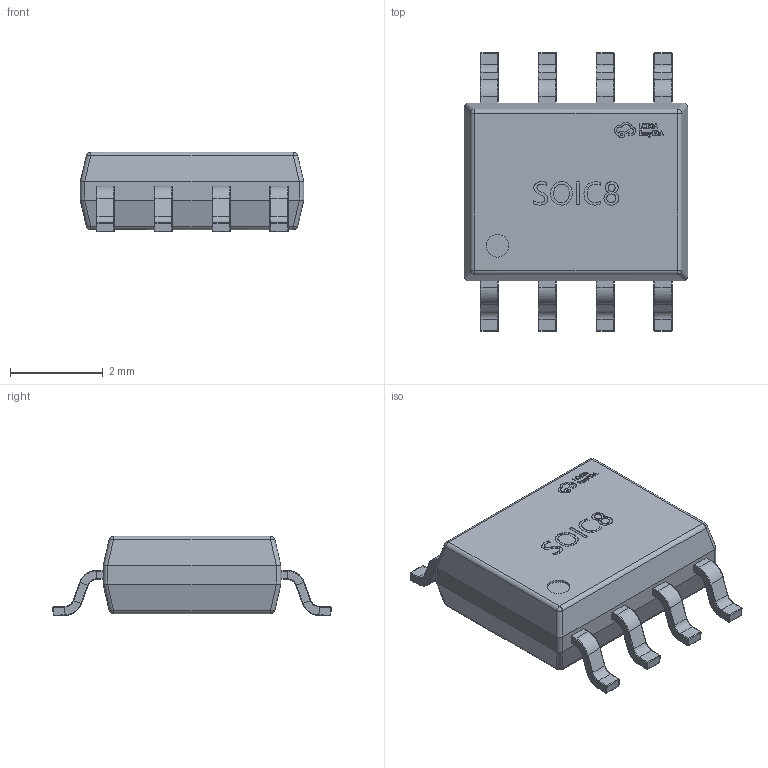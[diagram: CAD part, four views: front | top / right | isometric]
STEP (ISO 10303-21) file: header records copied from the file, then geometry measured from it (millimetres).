
FILE_DESCRIPTION(('Open CASCADE Model'),'2;1');
FILE_NAME('Open CASCADE Shape Model','2025-10-16T19:23:06',('Author'),( 'Open CASCADE'),'Open CASCADE STEP processor 7.9','Open CASCADE 7.9' ,'Unknown');
FILE_SCHEMA(('AUTOMOTIVE_DESIGN { 1 0 10303 214 1 1 1 1 }'));
Length unit declared in the file: millimetre
Products named in the file (1): COMPOUND
Bounding box: 4.82 x 6 x 1.72 mm (x, y, z)
Volume: 30.1 mm3; surface area: 75.3 mm2
Topology: 22 solids, 22 shells, 811 faces, 1885 edges, 1110 vertices
Faces by surface type: bspline 811
Entity records: 30797 total; most frequent: CARTESIAN_POINT 13809, ORIENTED_EDGE 3722, EDGE_CURVE 1861, B_SPLINE_CURVE_WITH_KNOTS 1401, VERTEX_POINT 1110, FACE_BOUND 839, EDGE_LOOP 839, PRESENTATION_STYLE_ASSIGNMENT 833
